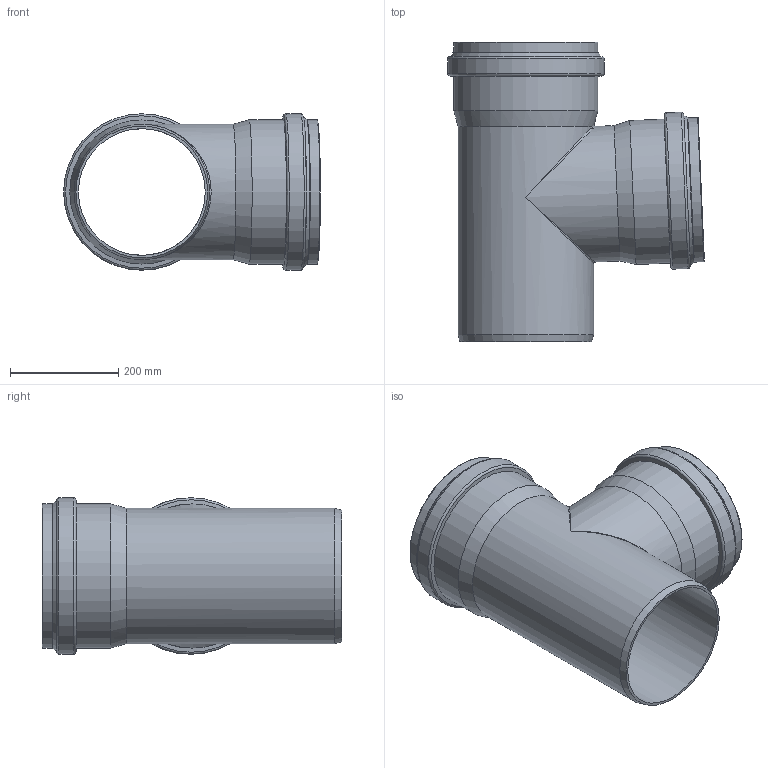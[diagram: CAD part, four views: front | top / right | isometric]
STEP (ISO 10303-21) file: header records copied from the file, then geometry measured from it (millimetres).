
FILE_DESCRIPTION(/* description */ (''),/* implementation_level */ '2;1');
FILE_NAME(/* name */ '771750z.stp',/* time_stamp */ '2026-01-20T13:30:14+01:00',/* author */ ('corinna'),/* organization */ (''),/* preprocessor_version */ 'ST-DEVELOPER v20',/* originating_system */ 'Autodesk Inventor 2024',/* authorisation */ '');
FILE_SCHEMA (('AUTOMOTIVE_DESIGN { 1 0 10303 214 3 1 1 }'));
Length unit declared in the file: millimetre
Products named in the file (1): 771750z
Bounding box: 474.36 x 553.4 x 289 mm (x, y, z)
Volume: 4558722.8 mm3; surface area: 1210605.7 mm2
Topology: 1 solids, 1 shells, 76 faces, 210 edges, 133 vertices
Faces by surface type: torus 26, cone 23, cylinder 18, plane 5, bspline 4
Full cylindrical faces by diameter (mm): 234.3 x2, 250.3 x2, 251.7 x2, 252.1 x4, 266.1 x2, 266.5 x2, 274.6 x2, 289 x2
Entity records: 2870 total; most frequent: CARTESIAN_POINT 782, DIRECTION 500, ORIENTED_EDGE 412, AXIS2_PLACEMENT_3D 230, EDGE_CURVE 206, CIRCLE 145, VERTEX_POINT 133, EDGE_LOOP 81
